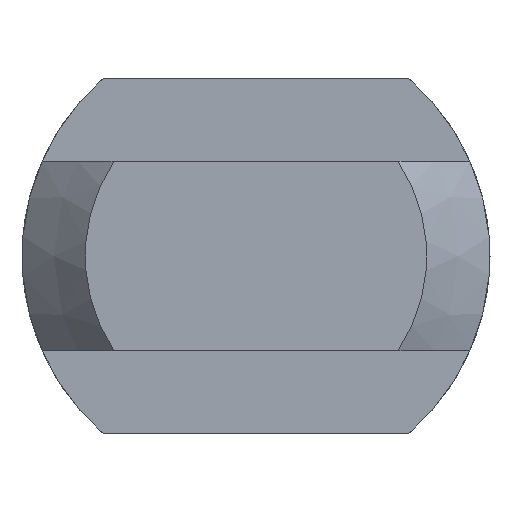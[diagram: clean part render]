
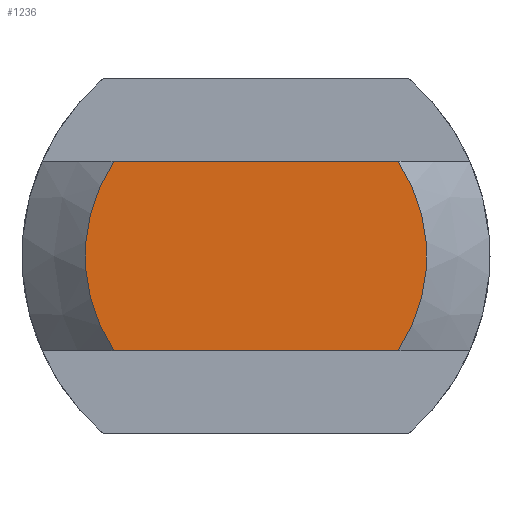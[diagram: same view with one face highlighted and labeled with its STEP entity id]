
A CAD part, front view. The second image highlights one B-rep face of the part: STEP entity #1236.
In plain terms, the highlighted planar face has unit normal (0, -1, 0).
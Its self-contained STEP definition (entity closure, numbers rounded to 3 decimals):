
#39 = CARTESIAN_POINT ( 'NONE',  ( 11.225, 0., 7.5 ) ) ;
#51 = ORIENTED_EDGE ( 'NONE', *, *, #217, .T. ) ;
#72 = DIRECTION ( 'NONE',  ( -1., 0., 0. ) ) ;
#87 = DIRECTION ( 'NONE',  ( 0., -1., 0. ) ) ;
#171 = ORIENTED_EDGE ( 'NONE', *, *, #283, .F. ) ;
#178 = FACE_OUTER_BOUND ( 'NONE', #611, .T. ) ;
#188 = CARTESIAN_POINT ( 'NONE',  ( -11.225, 0., -7.5 ) ) ;
#193 = CARTESIAN_POINT ( 'NONE',  ( -11.225, 0., 7.5 ) ) ;
#217 = EDGE_CURVE ( 'NONE', #426, #863, #561, .T. ) ;
#257 = VECTOR ( 'NONE', #72, 1000. ) ;
#283 = EDGE_CURVE ( 'NONE', #1106, #863, #1011, .T. ) ;
#322 = CARTESIAN_POINT ( 'NONE',  ( 11.225, 0., -7.5 ) ) ;
#426 = VERTEX_POINT ( 'NONE', #193 ) ;
#526 = CARTESIAN_POINT ( 'NONE',  ( 0., 0., 0. ) ) ;
#541 = PLANE ( 'NONE',  #825 ) ;
#560 = DIRECTION ( 'NONE',  ( 0., 0., 1. ) ) ;
#561 = CIRCLE ( 'NONE', #1080, 13.5 ) ;
#605 = CARTESIAN_POINT ( 'NONE',  ( 0., 0., 0. ) ) ;
#611 = EDGE_LOOP ( 'NONE', ( #643, #51, #171, #895 ) ) ;
#618 = CIRCLE ( 'NONE', #637, 13.5 ) ;
#637 = AXIS2_PLACEMENT_3D ( 'NONE', #605, #824, #1004 ) ;
#643 = ORIENTED_EDGE ( 'NONE', *, *, #783, .T. ) ;
#661 = CARTESIAN_POINT ( 'NONE',  ( 0., 0., -7.5 ) ) ;
#683 = VERTEX_POINT ( 'NONE', #39 ) ;
#733 = LINE ( 'NONE', #769, #1048 ) ;
#737 = DIRECTION ( 'NONE',  ( 0., 1., 0. ) ) ;
#769 = CARTESIAN_POINT ( 'NONE',  ( 0., 0., 7.5 ) ) ;
#777 = DIRECTION ( 'NONE',  ( -1., 0., 0. ) ) ;
#783 = EDGE_CURVE ( 'NONE', #683, #426, #733, .T. ) ;
#824 = DIRECTION ( 'NONE',  ( 0., -1., 0. ) ) ;
#825 = AXIS2_PLACEMENT_3D ( 'NONE', #526, #737, #1037 ) ;
#861 = CARTESIAN_POINT ( 'NONE',  ( 0., 0., 0. ) ) ;
#863 = VERTEX_POINT ( 'NONE', #188 ) ;
#895 = ORIENTED_EDGE ( 'NONE', *, *, #1053, .T. ) ;
#1004 = DIRECTION ( 'NONE',  ( 0., 0., 1. ) ) ;
#1011 = LINE ( 'NONE', #661, #257 ) ;
#1037 = DIRECTION ( 'NONE',  ( 0., 0., 1. ) ) ;
#1048 = VECTOR ( 'NONE', #777, 1000. ) ;
#1053 = EDGE_CURVE ( 'NONE', #1106, #683, #618, .T. ) ;
#1080 = AXIS2_PLACEMENT_3D ( 'NONE', #861, #87, #560 ) ;
#1106 = VERTEX_POINT ( 'NONE', #322 ) ;
#1236 = ADVANCED_FACE ( 'NONE', ( #178 ), #541, .F. ) ;
